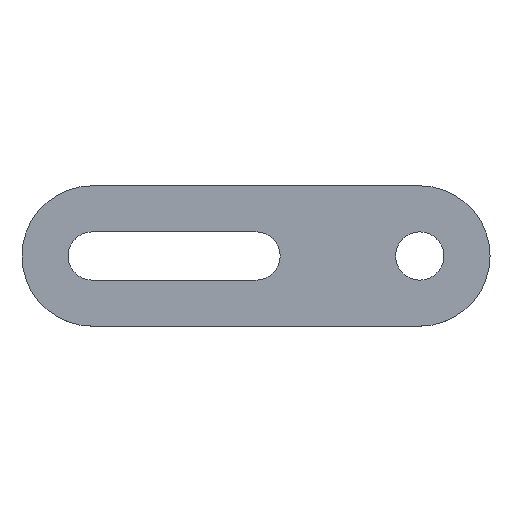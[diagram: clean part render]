
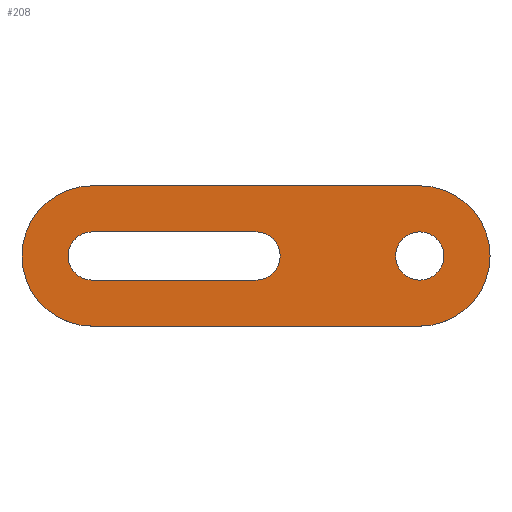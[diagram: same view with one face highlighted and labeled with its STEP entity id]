
A CAD part, top view. The second image highlights one B-rep face of the part: STEP entity #208.
In plain terms, the highlighted planar face has unit normal (0, 0, 1).
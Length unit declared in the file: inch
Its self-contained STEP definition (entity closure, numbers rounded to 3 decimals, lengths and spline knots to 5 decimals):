
#15=FACE_BOUND('',#46,.T.);
#16=FACE_BOUND('',#47,.T.);
#23=PLANE('',#251);
#34=FACE_OUTER_BOUND('',#45,.T.);
#45=EDGE_LOOP('',(#176,#177,#178,#179));
#46=EDGE_LOOP('',(#180,#181,#182,#183));
#47=EDGE_LOOP('',(#184));
#55=LINE('',#334,#72);
#59=LINE('',#344,#76);
#63=LINE('',#358,#80);
#67=LINE('',#368,#84);
#72=VECTOR('',#273,0.3937);
#76=VECTOR('',#285,0.3937);
#80=VECTOR('',#297,0.3937);
#84=VECTOR('',#309,0.3937);
#85=CIRCLE('',#233,0.086);
#88=CIRCLE('',#237,0.086);
#90=CIRCLE('',#241,0.086);
#92=CIRCLE('',#245,0.25);
#94=CIRCLE('',#249,0.25);
#95=VERTEX_POINT('',#316);
#99=VERTEX_POINT('',#325);
#100=VERTEX_POINT('',#327);
#102=VERTEX_POINT('',#333);
#104=VERTEX_POINT('',#339);
#107=VERTEX_POINT('',#349);
#108=VERTEX_POINT('',#351);
#110=VERTEX_POINT('',#357);
#112=VERTEX_POINT('',#363);
#113=EDGE_CURVE('',#95,#95,#85,.T.);
#118=EDGE_CURVE('',#100,#99,#88,.T.);
#121=EDGE_CURVE('',#102,#100,#55,.T.);
#124=EDGE_CURVE('',#104,#102,#90,.T.);
#127=EDGE_CURVE('',#99,#104,#59,.T.);
#130=EDGE_CURVE('',#108,#107,#92,.T.);
#133=EDGE_CURVE('',#110,#108,#63,.T.);
#136=EDGE_CURVE('',#112,#110,#94,.T.);
#139=EDGE_CURVE('',#107,#112,#67,.T.);
#176=ORIENTED_EDGE('',*,*,#139,.T.);
#177=ORIENTED_EDGE('',*,*,#136,.T.);
#178=ORIENTED_EDGE('',*,*,#133,.T.);
#179=ORIENTED_EDGE('',*,*,#130,.T.);
#180=ORIENTED_EDGE('',*,*,#127,.T.);
#181=ORIENTED_EDGE('',*,*,#124,.T.);
#182=ORIENTED_EDGE('',*,*,#121,.T.);
#183=ORIENTED_EDGE('',*,*,#118,.T.);
#184=ORIENTED_EDGE('',*,*,#113,.T.);
#208=ADVANCED_FACE('',(#34,#15,#16),#23,.T.);
#233=AXIS2_PLACEMENT_3D('',#317,#257,#258);
#237=AXIS2_PLACEMENT_3D('',#328,#267,#268);
#241=AXIS2_PLACEMENT_3D('',#340,#279,#280);
#245=AXIS2_PLACEMENT_3D('',#352,#291,#292);
#249=AXIS2_PLACEMENT_3D('',#364,#303,#304);
#251=AXIS2_PLACEMENT_3D('',#369,#310,#311);
#257=DIRECTION('center_axis',(0.,0.,-1.));
#258=DIRECTION('ref_axis',(-1.,0.,0.));
#267=DIRECTION('center_axis',(0.,0.,-1.));
#268=DIRECTION('ref_axis',(0.,1.,0.));
#273=DIRECTION('',(1.,0.,0.));
#279=DIRECTION('center_axis',(0.,0.,-1.));
#280=DIRECTION('ref_axis',(0.,-1.,0.));
#285=DIRECTION('',(-1.,0.,0.));
#291=DIRECTION('center_axis',(0.,0.,1.));
#292=DIRECTION('ref_axis',(0.,1.,0.));
#297=DIRECTION('',(-1.,0.,0.));
#303=DIRECTION('center_axis',(0.,0.,1.));
#304=DIRECTION('ref_axis',(0.,-1.,0.));
#309=DIRECTION('',(1.,0.,0.));
#310=DIRECTION('center_axis',(0.,0.,1.));
#311=DIRECTION('ref_axis',(1.,0.,0.));
#316=CARTESIAN_POINT('',(1.25302,0.,0.0625));
#317=CARTESIAN_POINT('Origin',(1.16702,0.,0.0625));
#325=CARTESIAN_POINT('',(0.58351,-0.086,0.0625));
#327=CARTESIAN_POINT('',(0.58351,0.086,0.0625));
#328=CARTESIAN_POINT('Origin',(0.58351,0.,0.0625));
#333=CARTESIAN_POINT('',(0.,0.086,0.0625));
#334=CARTESIAN_POINT('',(0.,0.086,0.0625));
#339=CARTESIAN_POINT('',(0.,-0.086,0.0625));
#340=CARTESIAN_POINT('Origin',(0.,0.,0.0625));
#344=CARTESIAN_POINT('',(0.58351,-0.086,0.0625));
#349=CARTESIAN_POINT('',(0.,-0.25,0.0625));
#351=CARTESIAN_POINT('',(0.,0.25,0.0625));
#352=CARTESIAN_POINT('Origin',(0.,0.,0.0625));
#357=CARTESIAN_POINT('',(1.16702,0.25,0.0625));
#358=CARTESIAN_POINT('',(1.16702,0.25,0.0625));
#363=CARTESIAN_POINT('',(1.16702,-0.25,0.0625));
#364=CARTESIAN_POINT('Origin',(1.16702,0.,0.0625));
#368=CARTESIAN_POINT('',(0.,-0.25,0.0625));
#369=CARTESIAN_POINT('Origin',(0.58351,0.,0.0625));
